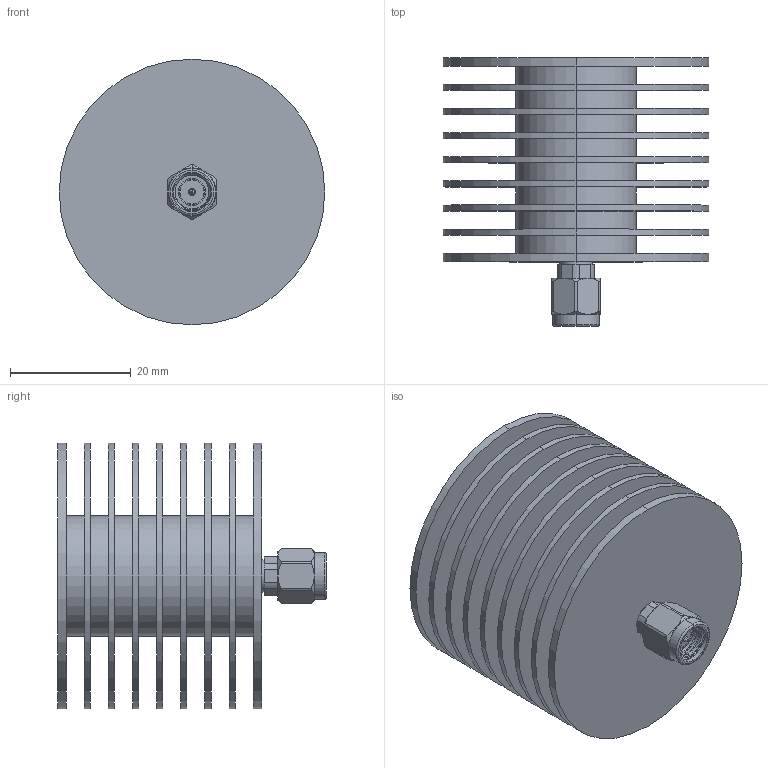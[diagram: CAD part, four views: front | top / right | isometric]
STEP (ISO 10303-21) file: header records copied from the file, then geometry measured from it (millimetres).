
FILE_DESCRIPTION (( 'STEP AP214' ), '1' );
FILE_NAME ('CM-SM-43-2.STEP', '2025-12-09T19:05:53', ( '' ), ( '' ), 'SwSTEP 2.0', 'SolidWorks 2021', '' );
FILE_SCHEMA (( 'AUTOMOTIVE_DESIGN' ));
Length unit declared in the file: inch
Products named in the file (1): CM-SM-43-2
Bounding box: 44 x 44.5 x 44 mm (x, y, z)
Volume: 22764.2 mm3; surface area: 26160.8 mm2
Topology: 5 solids, 5 shells, 178 faces, 392 edges, 254 vertices
Faces by surface type: cylinder 94, plane 58, cone 22, bspline 2, torus 2
Entity records: 8372 total; most frequent: CARTESIAN_POINT 1976, DIRECTION 893, ORIENTED_EDGE 784, EDGE_CURVE 392, AXIS2_PLACEMENT_3D 374, VERTEX_POINT 254, EDGE_LOOP 212, CIRCLE 197
